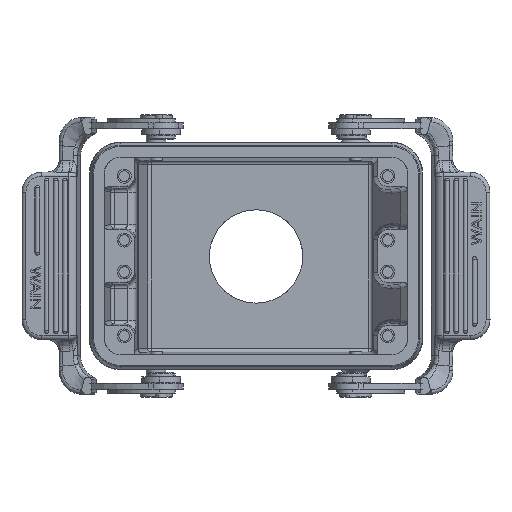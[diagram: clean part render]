
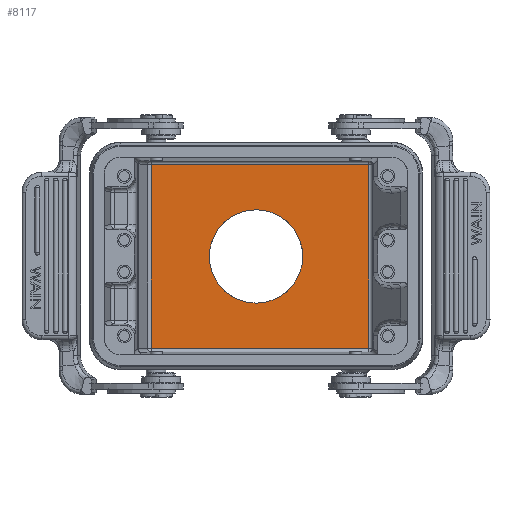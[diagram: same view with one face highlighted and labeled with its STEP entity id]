
A CAD part, top view. The second image highlights one B-rep face of the part: STEP entity #8117.
In plain terms, the highlighted planar face has unit normal (0, 0, 1).
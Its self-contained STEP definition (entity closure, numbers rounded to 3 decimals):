
#207=DIRECTION('',(0.,1.,0.));
#208=VECTOR('',#207,45.923);
#209=CARTESIAN_POINT('',(28.259,-22.961,-70.86));
#210=LINE('',#209,#208);
#215=CARTESIAN_POINT('',(0.01,0.,
-70.86));
#216=DIRECTION('',(0.,0.,1.));
#217=DIRECTION('',(1.,0.,0.));
#218=AXIS2_PLACEMENT_3D('',#215,#216,#217);
#220=CARTESIAN_POINT('',(0.01,0.,
-70.86));
#221=DIRECTION('',(0.,0.,1.));
#222=DIRECTION('',(-1.,0.,0.));
#223=AXIS2_PLACEMENT_3D('',#220,#221,#222);
#225=DIRECTION('',(1.,0.,0.));
#226=VECTOR('',#225,54.461);
#227=CARTESIAN_POINT('',(-26.202,-22.961,
-70.86));
#228=LINE('',#227,#226);
#592=DIRECTION('',(-1.,0.,0.));
#593=VECTOR('',#592,54.461);
#594=CARTESIAN_POINT('',(28.259,22.961,-70.86));
#595=LINE('',#594,#593);
#623=DIRECTION('',(0.,-1.,0.));
#624=VECTOR('',#623,45.923);
#625=CARTESIAN_POINT('',(-26.202,22.961,-70.86));
#626=LINE('',#625,#624);
#6820=CARTESIAN_POINT('',(28.259,22.961,-70.86));
#6821=CARTESIAN_POINT('',(-26.202,22.961,
-70.86));
#6822=VERTEX_POINT('',#6820);
#6823=VERTEX_POINT('',#6821);
#6824=CARTESIAN_POINT('',(28.259,-22.961,
-70.86));
#6825=VERTEX_POINT('',#6824);
#6826=CARTESIAN_POINT('',(-26.202,-22.961,
-70.86));
#6827=VERTEX_POINT('',#6826);
#7804=CARTESIAN_POINT('',(11.71,0.,
-70.86));
#7805=CARTESIAN_POINT('',(-11.69,0.,
-70.86));
#7806=VERTEX_POINT('',#7804);
#7807=VERTEX_POINT('',#7805);
#8097=CARTESIAN_POINT('',(-30.759,-28.,-70.86));
#8098=DIRECTION('',(0.,0.,1.));
#8099=DIRECTION('',(1.,0.,0.));
#8100=AXIS2_PLACEMENT_3D('',#8097,#8098,#8099);
#8101=PLANE('',#8100);
#8102=ORIENTED_EDGE('',*,*,#8087,.F.);
#8104=ORIENTED_EDGE('',*,*,#8103,.F.);
#8106=ORIENTED_EDGE('',*,*,#8105,.F.);
#8108=ORIENTED_EDGE('',*,*,#8107,.F.);
#8109=EDGE_LOOP('',(#8102,#8104,#8106,#8108));
#8110=FACE_OUTER_BOUND('',#8109,.F.);
#8112=ORIENTED_EDGE('',*,*,#8111,.T.);
#8114=ORIENTED_EDGE('',*,*,#8113,.T.);
#8115=EDGE_LOOP('',(#8112,#8114));
#8116=FACE_BOUND('',#8115,.F.);
#8117=ADVANCED_FACE('',(#8110,#8116),#8101,.T.);
#219=CIRCLE('',#218,11.7);
#224=CIRCLE('',#223,11.7);
#8087=EDGE_CURVE('',#6825,#6822,#210,.T.);
#8103=EDGE_CURVE('',#6827,#6825,#228,.T.);
#8105=EDGE_CURVE('',#6823,#6827,#626,.T.);
#8107=EDGE_CURVE('',#6822,#6823,#595,.T.);
#8111=EDGE_CURVE('',#7806,#7807,#219,.T.);
#8113=EDGE_CURVE('',#7807,#7806,#224,.T.);
